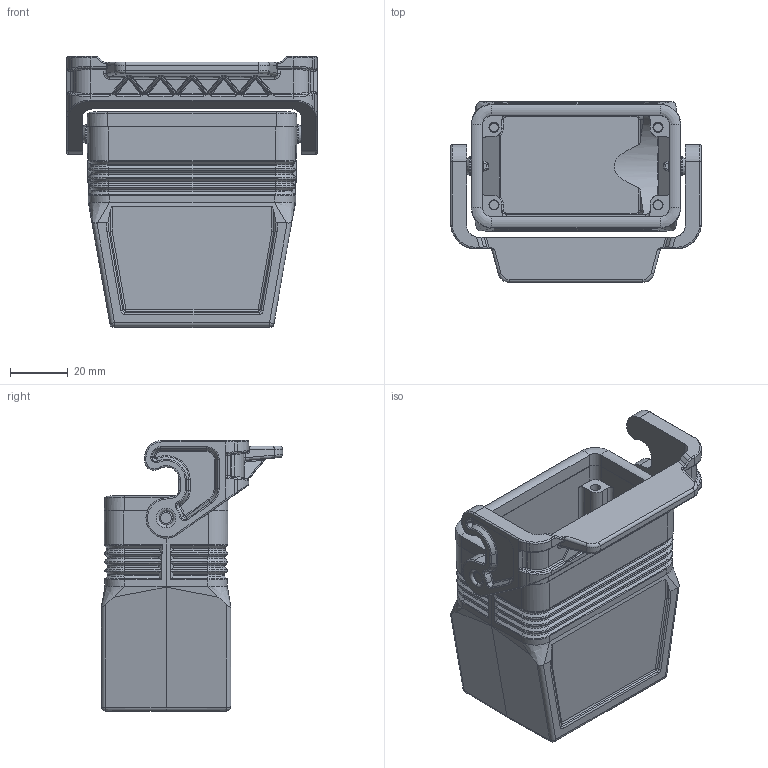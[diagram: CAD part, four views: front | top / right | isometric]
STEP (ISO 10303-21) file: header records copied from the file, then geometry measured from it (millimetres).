
FILE_DESCRIPTION(('Creo Elements/Direct Modeling STEP Export'),'2;1');
FILE_NAME('0ln7uvk5tno74e4968','2023-11-15T16:28:35',(''),(''),'Creo Elements/Direct Modeling STEP processor for AP214 (Solid Model)','Creo Elements/Direct Modeling 20.1B 02-Apr-2019 (C) Parametric Technology GmbH','');
FILE_SCHEMA(('AUTOMOTIVE_DESIGN { 1 0 10303 214 1 1 1 1 }'));
Products named in the file (2): JMPFO 10LG40
Assembly tree (1 placements, depth 2):
  JMPFO 10LG40
    JMPFO 10LG40
Bounding box: 87 x 63 x 94.25 mm (x, y, z)
Volume: 82594.5 mm3; surface area: 43445.9 mm2
Topology: 1 solids, 1 shells, 1003 faces, 2439 edges, 1434 vertices
Faces by surface type: cylinder 356, plane 273, bspline 234, torus 67, cone 30, extrusion 28, sphere 15
Entity records: 96262 total; most frequent: CARTESIAN_POINT 67804, ORIENTED_EDGE 4844, DIRECTION 3446, EDGE_CURVE 2422, VERTEX_POINT 1434, AXIS2_PLACEMENT_3D 1174, VECTOR 1098, LINE 1070
